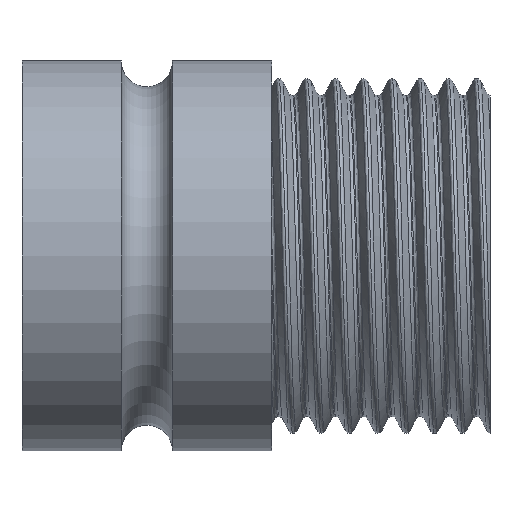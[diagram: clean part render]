
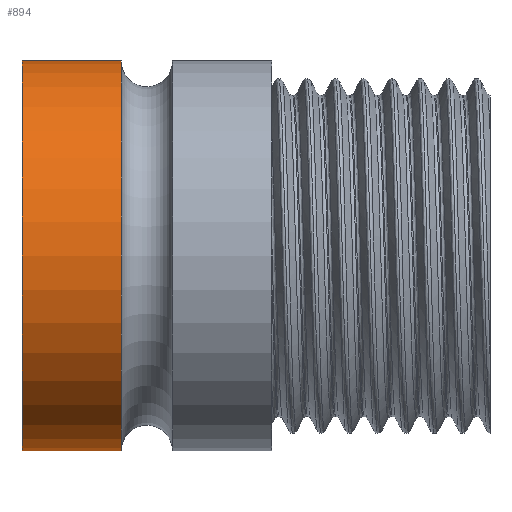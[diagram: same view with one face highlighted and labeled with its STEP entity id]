
A CAD part, front view. The second image highlights one B-rep face of the part: STEP entity #894.
In plain terms, the highlighted cylindrical face has radius 12.5 mm (diameter 25 mm), a full revolution.
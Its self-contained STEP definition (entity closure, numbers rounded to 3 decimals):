
#79=FACE_OUTER_BOUND('',#129,.T.);
#129=EDGE_LOOP('',(#781,#782,#783,#784,#785));
#144=CIRCLE('',#958,12.5);
#145=CIRCLE('',#960,12.5);
#146=CIRCLE('',#961,12.5);
#272=LINE('',#8555,#306);
#306=VECTOR('',#1101,12.5);
#394=VERTEX_POINT('',#8549);
#395=VERTEX_POINT('',#8552);
#396=VERTEX_POINT('',#8553);
#529=EDGE_CURVE('',#394,#394,#144,.T.);
#530=EDGE_CURVE('',#395,#396,#145,.T.);
#531=EDGE_CURVE('',#395,#394,#272,.T.);
#532=EDGE_CURVE('',#396,#395,#146,.T.);
#781=ORIENTED_EDGE('',*,*,#530,.F.);
#782=ORIENTED_EDGE('',*,*,#531,.T.);
#783=ORIENTED_EDGE('',*,*,#529,.T.);
#784=ORIENTED_EDGE('',*,*,#531,.F.);
#785=ORIENTED_EDGE('',*,*,#532,.F.);
#848=CYLINDRICAL_SURFACE('',#959,12.5);
#894=ADVANCED_FACE('',(#79),#848,.T.);
#958=AXIS2_PLACEMENT_3D('',#8550,#1095,#1096);
#959=AXIS2_PLACEMENT_3D('',#8551,#1097,#1098);
#960=AXIS2_PLACEMENT_3D('',#8554,#1099,#1100);
#961=AXIS2_PLACEMENT_3D('',#8556,#1102,#1103);
#1095=DIRECTION('center_axis',(1.,0.,0.));
#1096=DIRECTION('ref_axis',(0.,0.,-1.));
#1097=DIRECTION('center_axis',(1.,0.,0.));
#1098=DIRECTION('ref_axis',(0.,1.,0.));
#1099=DIRECTION('center_axis',(1.,0.,0.));
#1100=DIRECTION('ref_axis',(0.,0.,-1.));
#1101=DIRECTION('',(-1.,0.,0.));
#1102=DIRECTION('center_axis',(1.,0.,0.));
#1103=DIRECTION('ref_axis',(0.,0.,-1.));
#8549=CARTESIAN_POINT('',(0.,-12.5,0.));
#8550=CARTESIAN_POINT('Origin',(0.,0.,0.));
#8551=CARTESIAN_POINT('Origin',(3.175,0.,0.));
#8552=CARTESIAN_POINT('',(6.35,-12.5,0.));
#8553=CARTESIAN_POINT('',(6.35,0.,12.5));
#8554=CARTESIAN_POINT('Origin',(6.35,0.,0.));
#8555=CARTESIAN_POINT('',(3.175,-12.5,0.));
#8556=CARTESIAN_POINT('Origin',(6.35,0.,0.));
